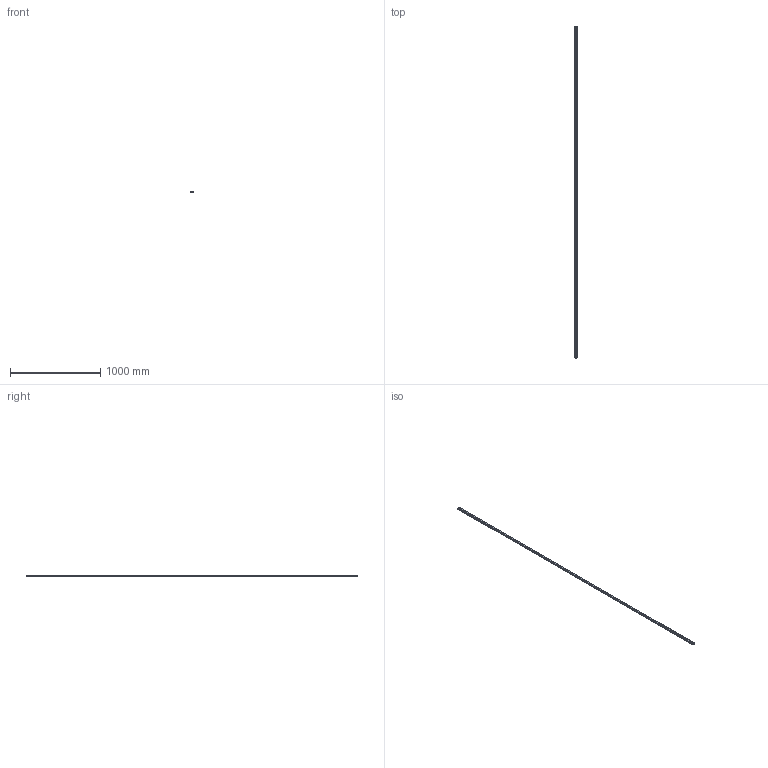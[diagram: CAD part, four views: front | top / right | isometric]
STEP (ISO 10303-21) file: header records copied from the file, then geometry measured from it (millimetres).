
FILE_DESCRIPTION(('STEP AP214'),'1');
FILE_NAME('cctmp_0E1F382D-438C-46B2-B7E8-D8A371158D53_2021_02_10_08_57_35_0574..stp','2021-02-10T07:57:35',('HIWIN GmbH'),('CADClick - www.CADClick.com'),'Spatial InterOp 3D',' ','unknown authorization');
FILE_SCHEMA(('AUTOMOTIVE_DESIGN'));
Length unit declared in the file: millimetre
Products named in the file (1): EGR25R3670C_FILE
Bounding box: 23 x 3670 x 18 mm (x, y, z)
Volume: 1262440.7 mm3; surface area: 340758.7 mm2
Topology: 1 solids, 1 shells, 837 faces, 2127 edges, 1418 vertices
Faces by surface type: plane 451, cylinder 386
Entity records: 32661 total; most frequent: DIRECTION 5063, CARTESIAN_POINT 4383, ORIENTED_EDGE 4254, EDGE_CURVE 2127, AXIS2_PLACEMENT_3D 2098, VERTEX_POINT 1418, CIRCLE 1016, EDGE_LOOP 963
